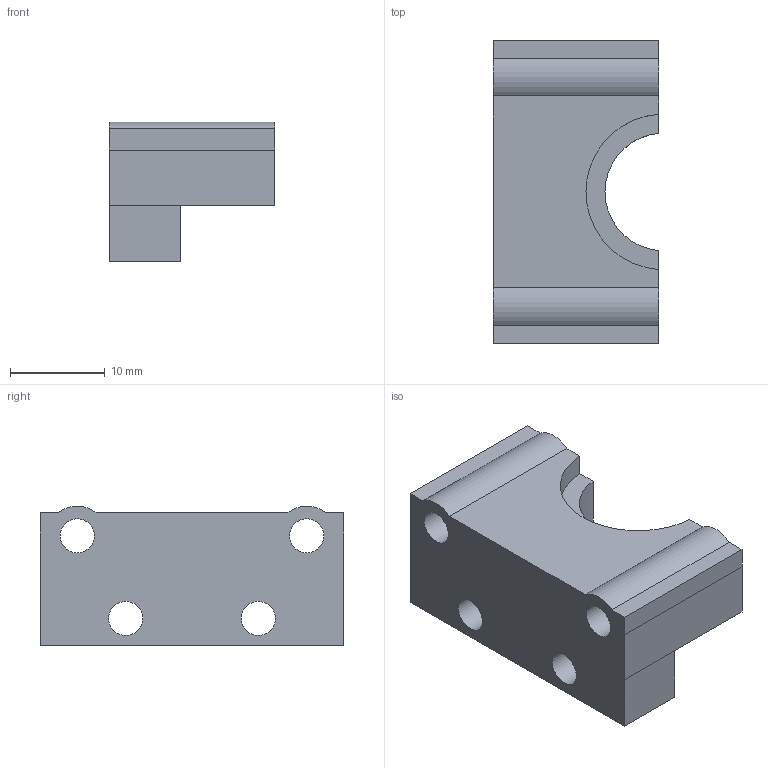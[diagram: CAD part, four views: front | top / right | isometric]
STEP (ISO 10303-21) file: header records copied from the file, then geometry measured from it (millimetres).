
FILE_DESCRIPTION(('FreeCAD Model'),'2;1');
FILE_NAME('Open CASCADE Shape Model','2023-04-11T06:19:28',(''),(''), 'Open CASCADE STEP processor 7.6','FreeCAD','Unknown');
FILE_SCHEMA(('AUTOMOTIVE_DESIGN { 1 0 10303 214 1 1 1 1 }'));
Length unit declared in the file: millimetre
Products named in the file (1): 贴墙端
Bounding box: 17.5 x 32 x 14.75 mm (x, y, z)
Volume: 4971.8 mm3; surface area: 2839.8 mm2
Topology: 1 solids, 1 shells, 24 faces, 64 edges, 42 vertices
Faces by surface type: plane 16, cylinder 8
Full cylindrical faces by diameter (mm): 3.6 x4
Entity records: 1621 total; most frequent: CARTESIAN_POINT 265, DIRECTION 257, LINE 160, VECTOR 160, ORIENTED_EDGE 128, PCURVE 128, DEFINITIONAL_REPRESENTATION 128, EDGE_CURVE 64
